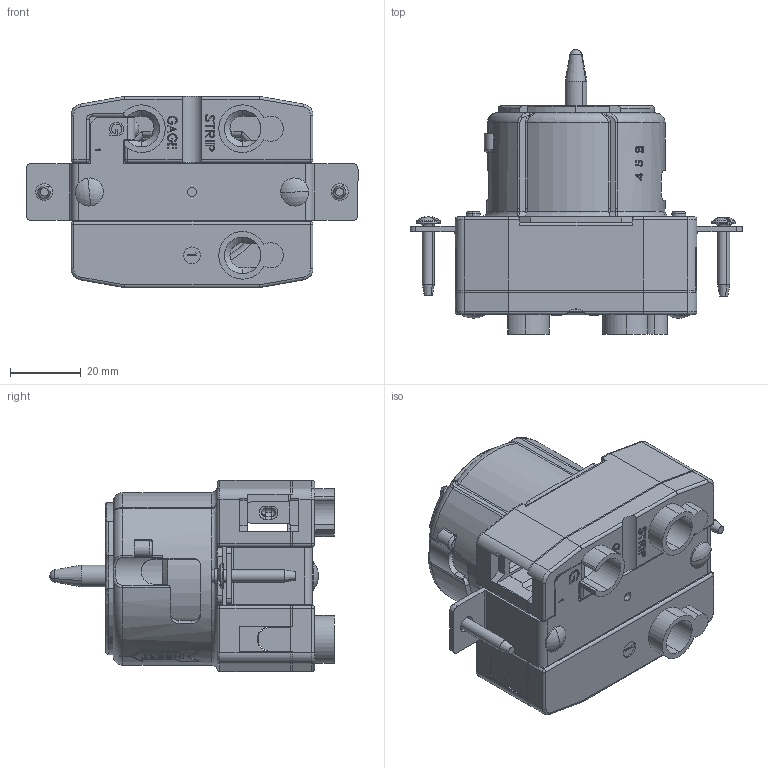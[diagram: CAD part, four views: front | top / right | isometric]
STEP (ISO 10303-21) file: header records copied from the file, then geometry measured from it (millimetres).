
FILE_DESCRIPTION (( 'STEP AP214' ), '1' );
FILE_NAME ('ORC6833-M01.STEP', '2025-09-08T19:01:42', ( '' ), ( '' ), 'SwSTEP 2.0', 'SolidWorks 2024', '' );
FILE_SCHEMA (( 'AUTOMOTIVE_DESIGN' ));
Length unit declared in the file: inch
Products named in the file (1): ORC6833-M01
Bounding box: 93.65 x 80.31 x 53.98 mm (x, y, z)
Volume: 72669.1 mm3; surface area: 62697.8 mm2
Topology: 9 solids, 10 shells, 2370 faces, 6574 edges, 4294 vertices
Faces by surface type: plane 1376, cylinder 580, bspline 227, torus 90, cone 73, sphere 24
Entity records: 92423 total; most frequent: CARTESIAN_POINT 33331, ORIENTED_EDGE 13104, DIRECTION 11188, EDGE_CURVE 6552, VERTEX_POINT 4294, VECTOR 4020, LINE 4020, AXIS2_PLACEMENT_3D 3584
